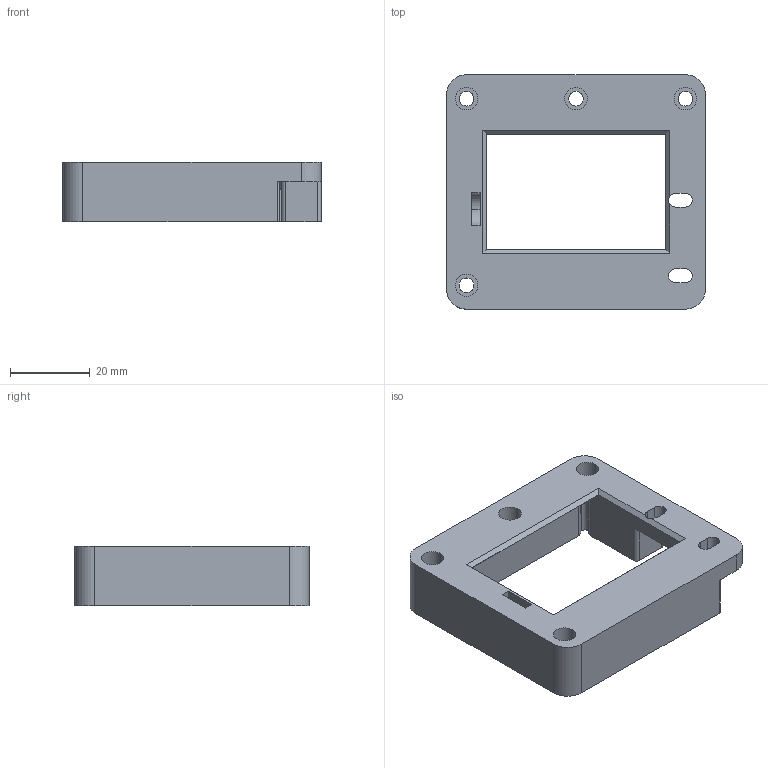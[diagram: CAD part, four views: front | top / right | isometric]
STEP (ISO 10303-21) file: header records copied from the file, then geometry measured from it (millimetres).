
FILE_DESCRIPTION (( 'STEP AP203' ), '1' );
FILE_NAME ('Cutter V4 ejector limiter.STEP', '2021-07-11T12:33:35', ( '' ), ( '' ), 'SwSTEP 2.0', 'SolidWorks 2020', '' );
FILE_SCHEMA (( 'CONFIG_CONTROL_DESIGN' ));
Length unit declared in the file: millimetre
Products named in the file (1): Cutter V4 ejector limiter
Bounding box: 65 x 58.9 x 15 mm (x, y, z)
Volume: 29114 mm3; surface area: 11463.8 mm2
Topology: 1 solids, 1 shells, 79 faces, 218 edges, 144 vertices
Faces by surface type: cylinder 44, plane 35
Entity records: 2646 total; most frequent: CARTESIAN_POINT 487, DIRECTION 442, ORIENTED_EDGE 436, EDGE_CURVE 218, AXIS2_PLACEMENT_3D 158, VERTEX_POINT 144, VECTOR 126, LINE 126
